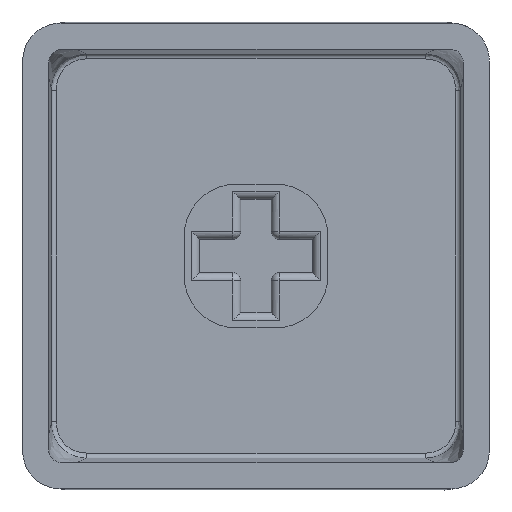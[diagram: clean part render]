
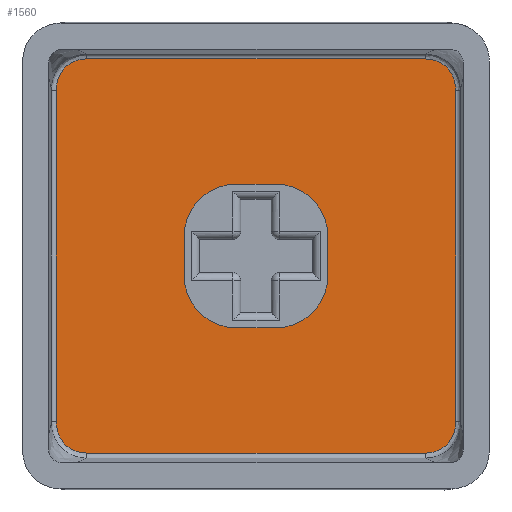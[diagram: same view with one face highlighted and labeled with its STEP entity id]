
A CAD part, front view. The second image highlights one B-rep face of the part: STEP entity #1560.
In plain terms, the highlighted planar face has unit normal (0, -1, 0).
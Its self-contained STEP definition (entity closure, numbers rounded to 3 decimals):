
#39=B_SPLINE_CURVE_WITH_KNOTS('',3,(#2290,#2291,#2292,#2293,#2294,#2295,
#2296,#2297,#2298,#2299),.UNSPECIFIED.,.F.,.F.,(4,2,1,1,2,4),(-0.187,
-0.184,-0.124,-0.094,-0.034,
0.),.UNSPECIFIED.);
#40=B_SPLINE_CURVE_WITH_KNOTS('',3,(#2303,#2304,#2305,#2306,#2307,#2308,
#2309,#2310,#2311,#2312),.UNSPECIFIED.,.F.,.F.,(4,2,1,1,2,4),(-0.187,
-0.153,-0.093,-0.063,-0.003,
0.),.UNSPECIFIED.);
#41=B_SPLINE_CURVE_WITH_KNOTS('',3,(#2316,#2317,#2318,#2319,#2320,#2321,
#2322,#2323,#2324,#2325),.UNSPECIFIED.,.F.,.F.,(4,2,1,1,2,4),(-0.187,
-0.184,-0.124,-0.094,-0.034,
0.),.UNSPECIFIED.);
#42=B_SPLINE_CURVE_WITH_KNOTS('',3,(#2329,#2330,#2331,#2332,#2333,#2334,
#2335,#2336,#2337,#2338),.UNSPECIFIED.,.F.,.F.,(4,2,1,1,2,4),(-0.187,
-0.153,-0.123,-0.093,-0.003,
0.),.UNSPECIFIED.);
#135=FACE_BOUND('',#361,.T.);
#158=CIRCLE('',#1634,2.);
#160=CIRCLE('',#1638,2.);
#176=CIRCLE('',#1691,2.);
#177=CIRCLE('',#1693,2.);
#269=FACE_OUTER_BOUND('',#360,.T.);
#360=EDGE_LOOP('',(#1188,#1189,#1190,#1191,#1192,#1193,#1194,#1195));
#361=EDGE_LOOP('',(#1196,#1197,#1198,#1199,#1200,#1201,#1202,#1203,#1204,
#1205));
#432=LINE('',#2136,#528);
#436=LINE('',#2148,#532);
#439=LINE('',#2154,#535);
#476=LINE('',#2272,#572);
#481=LINE('',#2284,#577);
#482=LINE('',#2286,#578);
#483=LINE('',#2301,#579);
#484=LINE('',#2314,#580);
#485=LINE('',#2327,#581);
#486=LINE('',#2339,#582);
#528=VECTOR('',#1796,10.);
#532=VECTOR('',#1808,10.);
#535=VECTOR('',#1813,10.);
#572=VECTOR('',#1946,10.);
#577=VECTOR('',#1961,10.);
#578=VECTOR('',#1964,10.);
#579=VECTOR('',#1967,10.);
#580=VECTOR('',#1968,10.);
#581=VECTOR('',#1969,10.);
#582=VECTOR('',#1970,10.);
#619=VERTEX_POINT('',#2126);
#620=VERTEX_POINT('',#2127);
#623=VERTEX_POINT('',#2135);
#625=VERTEX_POINT('',#2141);
#627=VERTEX_POINT('',#2147);
#629=VERTEX_POINT('',#2153);
#661=VERTEX_POINT('',#2270);
#662=VERTEX_POINT('',#2271);
#663=VERTEX_POINT('',#2276);
#664=VERTEX_POINT('',#2280);
#665=VERTEX_POINT('',#2288);
#666=VERTEX_POINT('',#2289);
#667=VERTEX_POINT('',#2300);
#668=VERTEX_POINT('',#2302);
#669=VERTEX_POINT('',#2313);
#670=VERTEX_POINT('',#2315);
#671=VERTEX_POINT('',#2326);
#672=VERTEX_POINT('',#2328);
#784=EDGE_CURVE('',#619,#620,#158,.T.);
#788=EDGE_CURVE('',#623,#619,#432,.T.);
#791=EDGE_CURVE('',#625,#623,#160,.T.);
#794=EDGE_CURVE('',#627,#625,#436,.T.);
#797=EDGE_CURVE('',#629,#627,#439,.T.);
#856=EDGE_CURVE('',#661,#662,#476,.T.);
#859=EDGE_CURVE('',#663,#629,#176,.T.);
#861=EDGE_CURVE('',#662,#664,#177,.T.);
#863=EDGE_CURVE('',#664,#663,#481,.T.);
#864=EDGE_CURVE('',#620,#661,#482,.T.);
#865=EDGE_CURVE('',#665,#666,#39,.T.);
#866=EDGE_CURVE('',#667,#665,#483,.T.);
#867=EDGE_CURVE('',#668,#667,#40,.T.);
#868=EDGE_CURVE('',#669,#668,#484,.T.);
#869=EDGE_CURVE('',#670,#669,#41,.T.);
#870=EDGE_CURVE('',#671,#670,#485,.T.);
#871=EDGE_CURVE('',#672,#671,#42,.T.);
#872=EDGE_CURVE('',#666,#672,#486,.T.);
#1188=ORIENTED_EDGE('',*,*,#865,.F.);
#1189=ORIENTED_EDGE('',*,*,#866,.F.);
#1190=ORIENTED_EDGE('',*,*,#867,.F.);
#1191=ORIENTED_EDGE('',*,*,#868,.F.);
#1192=ORIENTED_EDGE('',*,*,#869,.F.);
#1193=ORIENTED_EDGE('',*,*,#870,.F.);
#1194=ORIENTED_EDGE('',*,*,#871,.F.);
#1195=ORIENTED_EDGE('',*,*,#872,.F.);
#1196=ORIENTED_EDGE('',*,*,#797,.T.);
#1197=ORIENTED_EDGE('',*,*,#794,.T.);
#1198=ORIENTED_EDGE('',*,*,#791,.T.);
#1199=ORIENTED_EDGE('',*,*,#788,.T.);
#1200=ORIENTED_EDGE('',*,*,#784,.T.);
#1201=ORIENTED_EDGE('',*,*,#864,.T.);
#1202=ORIENTED_EDGE('',*,*,#856,.T.);
#1203=ORIENTED_EDGE('',*,*,#861,.T.);
#1204=ORIENTED_EDGE('',*,*,#863,.T.);
#1205=ORIENTED_EDGE('',*,*,#859,.T.);
#1507=PLANE('',#1696);
#1560=ADVANCED_FACE('',(#269,#135),#1507,.T.);
#1634=AXIS2_PLACEMENT_3D('',#2128,#1788,#1789);
#1638=AXIS2_PLACEMENT_3D('',#2142,#1801,#1802);
#1691=AXIS2_PLACEMENT_3D('',#2277,#1951,#1952);
#1693=AXIS2_PLACEMENT_3D('',#2281,#1956,#1957);
#1696=AXIS2_PLACEMENT_3D('',#2287,#1965,#1966);
#1788=DIRECTION('center_axis',(0.,1.,0.));
#1789=DIRECTION('ref_axis',(0.707,0.,-0.707));
#1796=DIRECTION('',(0.,0.,-1.));
#1801=DIRECTION('center_axis',(0.,1.,0.));
#1802=DIRECTION('ref_axis',(0.707,0.,0.707));
#1808=DIRECTION('',(1.,0.,0.));
#1813=DIRECTION('',(1.,0.,0.));
#1946=DIRECTION('',(-1.,0.,0.));
#1951=DIRECTION('center_axis',(0.,1.,0.));
#1952=DIRECTION('ref_axis',(-0.707,0.,0.707));
#1956=DIRECTION('center_axis',(0.,1.,0.));
#1957=DIRECTION('ref_axis',(-0.707,0.,-0.707));
#1961=DIRECTION('',(0.,0.,1.));
#1964=DIRECTION('',(-1.,0.,0.));
#1965=DIRECTION('center_axis',(0.,-1.,0.));
#1966=DIRECTION('ref_axis',(0.,0.,-1.));
#1967=DIRECTION('',(-1.,0.,0.));
#1968=DIRECTION('',(0.,0.,-1.));
#1969=DIRECTION('',(1.,0.,0.));
#1970=DIRECTION('',(0.,0.,1.));
#2126=CARTESIAN_POINT('',(-91.15,5.8,-156.375));
#2127=CARTESIAN_POINT('',(-93.15,5.8,-158.375));
#2128=CARTESIAN_POINT('Origin',(-93.15,5.8,-156.375));
#2135=CARTESIAN_POINT('',(-91.15,5.8,-154.875));
#2136=CARTESIAN_POINT('',(-91.15,5.8,-154.962));
#2141=CARTESIAN_POINT('',(-93.15,5.8,-152.875));
#2142=CARTESIAN_POINT('Origin',(-93.15,5.8,-154.875));
#2147=CARTESIAN_POINT('',(-93.9,5.8,-152.875));
#2148=CARTESIAN_POINT('',(-93.237,5.8,-152.875));
#2153=CARTESIAN_POINT('',(-94.65,5.8,-152.875));
#2154=CARTESIAN_POINT('',(-94.563,5.8,-152.875));
#2270=CARTESIAN_POINT('',(-93.9,5.8,-158.375));
#2271=CARTESIAN_POINT('',(-94.65,5.8,-158.375));
#2272=CARTESIAN_POINT('',(-93.237,5.8,-158.375));
#2276=CARTESIAN_POINT('',(-96.65,5.8,-154.875));
#2277=CARTESIAN_POINT('Origin',(-94.65,5.8,-154.875));
#2280=CARTESIAN_POINT('',(-96.65,5.8,-156.375));
#2281=CARTESIAN_POINT('Origin',(-94.65,5.8,-156.375));
#2284=CARTESIAN_POINT('',(-96.65,5.8,-154.962));
#2286=CARTESIAN_POINT('',(-94.563,5.8,-158.375));
#2287=CARTESIAN_POINT('Origin',(-93.9,5.8,-155.625));
#2288=CARTESIAN_POINT('',(-100.382,5.8,-163.162));
#2289=CARTESIAN_POINT('',(-101.537,5.8,-161.953));
#2290=CARTESIAN_POINT('Ctrl Pts',(-100.382,5.8,-163.162));
#2291=CARTESIAN_POINT('Ctrl Pts',(-100.393,5.8,-163.162));
#2292=CARTESIAN_POINT('Ctrl Pts',(-100.403,5.8,-163.161));
#2293=CARTESIAN_POINT('Ctrl Pts',(-100.614,5.8,-163.156));
#2294=CARTESIAN_POINT('Ctrl Pts',(-100.914,5.8,-163.077));
#2295=CARTESIAN_POINT('Ctrl Pts',(-101.308,5.8,-162.759));
#2296=CARTESIAN_POINT('Ctrl Pts',(-101.45,5.8,-162.483));
#2297=CARTESIAN_POINT('Ctrl Pts',(-101.524,5.8,-162.179));
#2298=CARTESIAN_POINT('Ctrl Pts',(-101.537,5.8,-162.066));
#2299=CARTESIAN_POINT('Ctrl Pts',(-101.537,5.8,-161.953));
#2300=CARTESIAN_POINT('',(-87.418,5.8,-163.162));
#2301=CARTESIAN_POINT('',(-93.9,5.8,-163.162));
#2302=CARTESIAN_POINT('',(-86.263,5.8,-161.953));
#2303=CARTESIAN_POINT('Ctrl Pts',(-86.263,5.8,-161.953));
#2304=CARTESIAN_POINT('Ctrl Pts',(-86.263,5.8,-162.066));
#2305=CARTESIAN_POINT('Ctrl Pts',(-86.276,5.8,-162.179));
#2306=CARTESIAN_POINT('Ctrl Pts',(-86.35,5.8,-162.483));
#2307=CARTESIAN_POINT('Ctrl Pts',(-86.492,5.8,-162.759));
#2308=CARTESIAN_POINT('Ctrl Pts',(-86.886,5.8,-163.077));
#2309=CARTESIAN_POINT('Ctrl Pts',(-87.186,5.8,-163.156));
#2310=CARTESIAN_POINT('Ctrl Pts',(-87.397,5.8,-163.161));
#2311=CARTESIAN_POINT('Ctrl Pts',(-87.407,5.8,-163.162));
#2312=CARTESIAN_POINT('Ctrl Pts',(-87.418,5.8,-163.162));
#2313=CARTESIAN_POINT('',(-86.263,5.8,-149.296));
#2314=CARTESIAN_POINT('',(-86.263,5.8,-155.625));
#2315=CARTESIAN_POINT('',(-87.418,5.8,-148.088));
#2316=CARTESIAN_POINT('Ctrl Pts',(-87.418,5.8,-148.088));
#2317=CARTESIAN_POINT('Ctrl Pts',(-87.407,5.8,-148.088));
#2318=CARTESIAN_POINT('Ctrl Pts',(-87.397,5.8,-148.088));
#2319=CARTESIAN_POINT('Ctrl Pts',(-87.186,5.8,-148.093));
#2320=CARTESIAN_POINT('Ctrl Pts',(-86.886,5.8,-148.173));
#2321=CARTESIAN_POINT('Ctrl Pts',(-86.492,5.8,-148.49));
#2322=CARTESIAN_POINT('Ctrl Pts',(-86.35,5.8,-148.766));
#2323=CARTESIAN_POINT('Ctrl Pts',(-86.276,5.8,-149.07));
#2324=CARTESIAN_POINT('Ctrl Pts',(-86.263,5.8,-149.183));
#2325=CARTESIAN_POINT('Ctrl Pts',(-86.263,5.8,-149.296));
#2326=CARTESIAN_POINT('',(-100.382,5.8,-148.088));
#2327=CARTESIAN_POINT('',(-93.9,5.8,-148.088));
#2328=CARTESIAN_POINT('',(-101.537,5.8,-149.296));
#2329=CARTESIAN_POINT('Ctrl Pts',(-101.537,5.8,-149.296));
#2330=CARTESIAN_POINT('Ctrl Pts',(-101.537,5.8,-149.183));
#2331=CARTESIAN_POINT('Ctrl Pts',(-101.524,5.8,-149.07));
#2332=CARTESIAN_POINT('Ctrl Pts',(-101.474,5.8,-148.863));
#2333=CARTESIAN_POINT('Ctrl Pts',(-101.404,5.8,-148.676));
#2334=CARTESIAN_POINT('Ctrl Pts',(-101.113,5.8,-148.259));
#2335=CARTESIAN_POINT('Ctrl Pts',(-100.714,5.8,-148.094));
#2336=CARTESIAN_POINT('Ctrl Pts',(-100.403,5.8,-148.088));
#2337=CARTESIAN_POINT('Ctrl Pts',(-100.393,5.8,-148.088));
#2338=CARTESIAN_POINT('Ctrl Pts',(-100.382,5.8,-148.088));
#2339=CARTESIAN_POINT('',(-101.537,5.8,-155.625));
